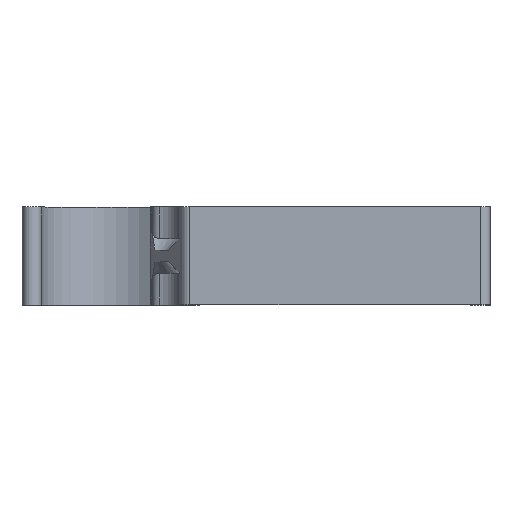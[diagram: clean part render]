
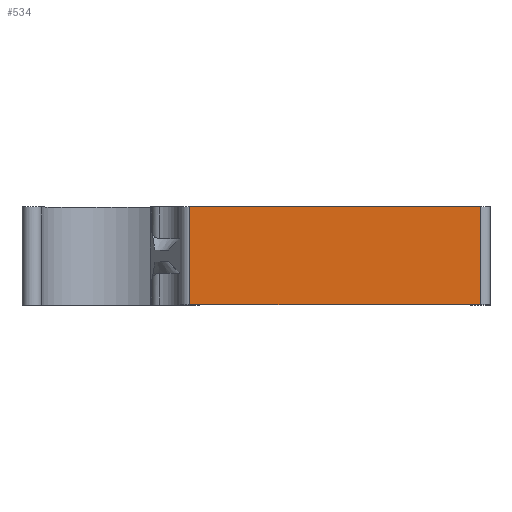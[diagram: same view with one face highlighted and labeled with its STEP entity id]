
A CAD part, top view. The second image highlights one B-rep face of the part: STEP entity #534.
In plain terms, the highlighted planar face has unit normal (0, 0, 1).
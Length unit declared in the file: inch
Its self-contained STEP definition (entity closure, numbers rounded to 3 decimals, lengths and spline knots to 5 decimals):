
#32=PLANE('',#610);
#59=FACE_OUTER_BOUND('',#87,.T.);
#87=EDGE_LOOP('',(#484,#485,#486,#487));
#99=LINE('',#816,#145);
#111=LINE('',#877,#157);
#127=LINE('',#922,#173);
#129=LINE('',#925,#175);
#145=VECTOR('',#644,0.3937);
#157=VECTOR('',#672,0.3937);
#173=VECTOR('',#724,0.3937);
#175=VECTOR('',#728,0.3937);
#226=VERTEX_POINT('',#813);
#227=VERTEX_POINT('',#815);
#245=VERTEX_POINT('',#874);
#246=VERTEX_POINT('',#876);
#279=EDGE_CURVE('',#226,#227,#99,.T.);
#301=EDGE_CURVE('',#245,#246,#111,.T.);
#325=EDGE_CURVE('',#246,#226,#127,.T.);
#327=EDGE_CURVE('',#227,#245,#129,.T.);
#484=ORIENTED_EDGE('',*,*,#325,.F.);
#485=ORIENTED_EDGE('',*,*,#301,.F.);
#486=ORIENTED_EDGE('',*,*,#327,.F.);
#487=ORIENTED_EDGE('',*,*,#279,.F.);
#534=ADVANCED_FACE('',(#59),#32,.T.);
#610=AXIS2_PLACEMENT_3D('',#951,#763,#764);
#644=DIRECTION('',(-1.,0.,0.));
#672=DIRECTION('',(1.,0.,0.));
#724=DIRECTION('',(0.,-1.,0.));
#728=DIRECTION('',(0.,1.,0.));
#763=DIRECTION('center_axis',(0.,0.,1.));
#764=DIRECTION('ref_axis',(1.,0.,0.));
#813=CARTESIAN_POINT('',(3.75984,-0.5,2.55906));
#815=CARTESIAN_POINT('',(0.80709,-0.5,2.55906));
#816=CARTESIAN_POINT('',(0.70866,-0.5,2.55906));
#874=CARTESIAN_POINT('',(0.80709,0.5,2.55906));
#876=CARTESIAN_POINT('',(3.75984,0.5,2.55906));
#877=CARTESIAN_POINT('',(0.70866,0.5,2.55906));
#922=CARTESIAN_POINT('',(3.75984,0.,2.55906));
#925=CARTESIAN_POINT('',(0.80709,0.,2.55906));
#951=CARTESIAN_POINT('Origin',(0.70866,0.,2.55906));
